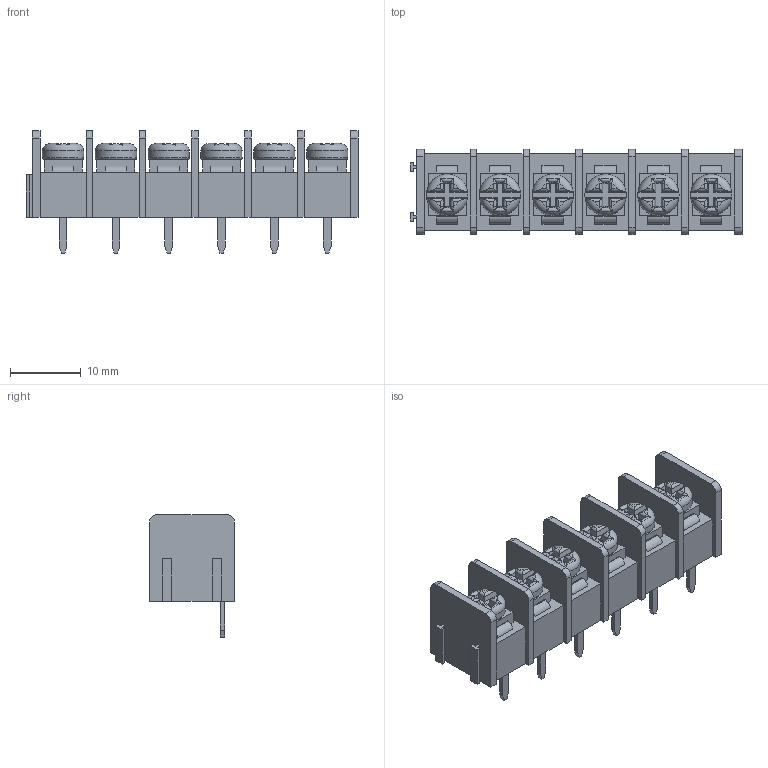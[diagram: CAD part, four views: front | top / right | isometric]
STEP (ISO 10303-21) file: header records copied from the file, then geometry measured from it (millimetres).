
FILE_DESCRIPTION(/* description */ ('Unknown'),/* implementation_level */ '2;1');
FILE_NAME(/* name */ 'Terminal Block - 7.62mm - 6 Pin',/* time_stamp */ '2018-12-07T12:45:53-05:00',/* author */ ('Unknown'),/* organization */ ('Unknown'),/* preprocessor_version */ 'ST-DEVELOPER v16.7',/* originating_system */ 'DEX',/* authorisation */ $);
FILE_SCHEMA (('AUTOMOTIVE_DESIGN {1 0 10303 214 3 1 1}'));
Length unit declared in the file: millimetre
Products named in the file (1): Terminal Block - 7.62mm - 6 Pin
Bounding box: 46.94 x 12.01 x 17.3 mm (x, y, z)
Volume: 4379.4 mm3; surface area: 3928.5 mm2
Topology: 7 solids, 27 shells, 596 faces, 1512 edges, 982 vertices
Faces by surface type: plane 423, cylinder 80, bspline 75, torus 18
Full cylindrical faces by diameter (mm): 5.842 x6
Entity records: 22318 total; most frequent: CARTESIAN_POINT 6244, ORIENTED_EDGE 2980, DIRECTION 2262, EDGE_CURVE 1490, VERTEX_POINT 976, LINE 898, VECTOR 898, AXIS2_PLACEMENT_3D 682
